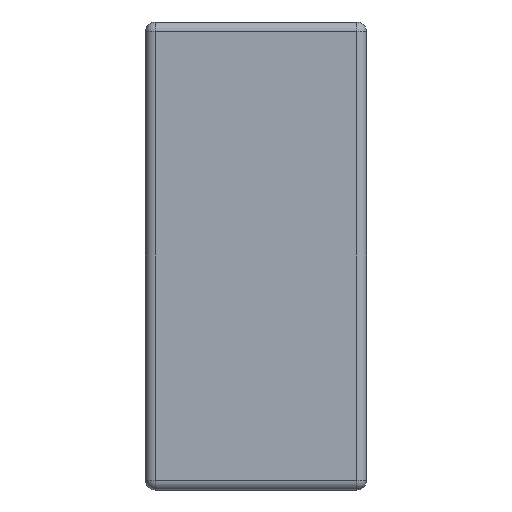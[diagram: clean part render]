
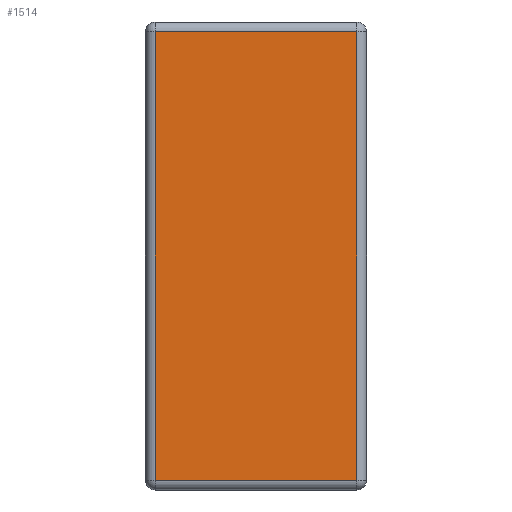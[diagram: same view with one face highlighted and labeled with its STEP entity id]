
A CAD part, left-side view. The second image highlights one B-rep face of the part: STEP entity #1514.
In plain terms, the highlighted planar face has unit normal (-1, 0, 0).
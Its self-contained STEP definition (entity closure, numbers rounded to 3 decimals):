
#744 = LINE ( 'NONE', #4454, #2552 ) ;
#763 = CARTESIAN_POINT ( 'NONE',  ( 0., 0.037, -1.763 ) ) ;
#786 = LINE ( 'NONE', #1121, #4574 ) ;
#790 = CARTESIAN_POINT ( 'NONE',  ( 0., 0., 0. ) ) ;
#837 = ORIENTED_EDGE ( 'NONE', *, *, #4522, .T. ) ;
#881 = FACE_OUTER_BOUND ( 'NONE', #3435, .T. ) ;
#904 = DIRECTION ( 'NONE',  ( 0., 0., -1. ) ) ;
#1121 = CARTESIAN_POINT ( 'NONE',  ( 0., 0.037, 0. ) ) ;
#1187 = ORIENTED_EDGE ( 'NONE', *, *, #1855, .T. ) ;
#1501 = DIRECTION ( 'NONE',  ( 0., 0., 1. ) ) ;
#1514 = ADVANCED_FACE ( 'NONE', ( #881 ), #3664, .T. ) ;
#1533 = DIRECTION ( 'NONE',  ( -1., 0., 0. ) ) ;
#1700 = CARTESIAN_POINT ( 'NONE',  ( 0., 0.813, -1.763 ) ) ;
#1823 = DIRECTION ( 'NONE',  ( 0., 0., 1. ) ) ;
#1855 = EDGE_CURVE ( 'NONE', #4302, #2590, #2866, .T. ) ;
#1932 = ORIENTED_EDGE ( 'NONE', *, *, #2513, .T. ) ;
#1935 = CARTESIAN_POINT ( 'NONE',  ( 0., 0., -1.763 ) ) ;
#2145 = VERTEX_POINT ( 'NONE', #3842 ) ;
#2289 = DIRECTION ( 'NONE',  ( 0., 1., 0. ) ) ;
#2484 = VECTOR ( 'NONE', #904, 1000. ) ;
#2513 = EDGE_CURVE ( 'NONE', #4349, #2145, #744, .T. ) ;
#2552 = VECTOR ( 'NONE', #2289, 1000. ) ;
#2590 = VERTEX_POINT ( 'NONE', #763 ) ;
#2866 = LINE ( 'NONE', #1935, #4604 ) ;
#3125 = CARTESIAN_POINT ( 'NONE',  ( 0., 0.037, -0.037 ) ) ;
#3407 = DIRECTION ( 'NONE',  ( 0., -1., 0. ) ) ;
#3431 = ORIENTED_EDGE ( 'NONE', *, *, #4583, .T. ) ;
#3435 = EDGE_LOOP ( 'NONE', ( #1187, #3431, #1932, #837 ) ) ;
#3664 = PLANE ( 'NONE',  #4344 ) ;
#3840 = LINE ( 'NONE', #4567, #2484 ) ;
#3842 = CARTESIAN_POINT ( 'NONE',  ( 0., 0.813, -0.037 ) ) ;
#4302 = VERTEX_POINT ( 'NONE', #1700 ) ;
#4344 = AXIS2_PLACEMENT_3D ( 'NONE', #790, #1533, #1501 ) ;
#4349 = VERTEX_POINT ( 'NONE', #3125 ) ;
#4454 = CARTESIAN_POINT ( 'NONE',  ( 0., 0.85, -0.037 ) ) ;
#4522 = EDGE_CURVE ( 'NONE', #2145, #4302, #3840, .T. ) ;
#4567 = CARTESIAN_POINT ( 'NONE',  ( 0., 0.813, -1.8 ) ) ;
#4574 = VECTOR ( 'NONE', #1823, 1000. ) ;
#4583 = EDGE_CURVE ( 'NONE', #2590, #4349, #786, .T. ) ;
#4604 = VECTOR ( 'NONE', #3407, 1000. ) ;
